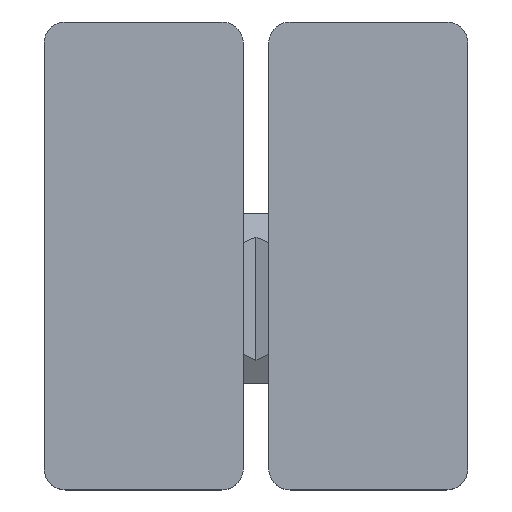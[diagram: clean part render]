
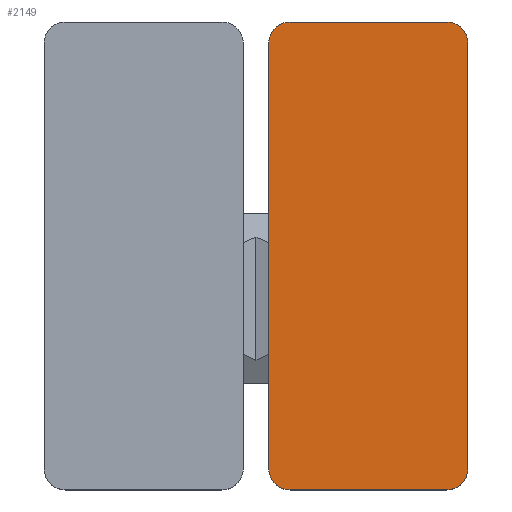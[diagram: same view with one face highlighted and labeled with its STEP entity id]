
A CAD part, top view. The second image highlights one B-rep face of the part: STEP entity #2149.
In plain terms, the highlighted planar face has unit normal (0, 0, 1).
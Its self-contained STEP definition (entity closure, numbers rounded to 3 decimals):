
#1899=AXIS2_PLACEMENT_3D('Circle Axis2P3D',#1897,#1898,$) ;
#1970=AXIS2_PLACEMENT_3D('Circle Axis2P3D',#1968,#1969,$) ;
#2039=AXIS2_PLACEMENT_3D('Circle Axis2P3D',#2037,#2038,$) ;
#2132=AXIS2_PLACEMENT_3D('Plane Axis2P3D',#2129,#2130,#2131) ;
#2136=AXIS2_PLACEMENT_3D('Circle Axis2P3D',#2134,#2135,$) ;
#1897=CARTESIAN_POINT('Axis2P3D Location',(9.46,10.5,9.68)) ;
#1901=CARTESIAN_POINT('Vertex',(9.46,11.,9.68)) ;
#1903=CARTESIAN_POINT('Vertex',(9.96,10.5,9.68)) ;
#1943=CARTESIAN_POINT('Vertex',(5.78,11.,9.68)) ;
#1946=CARTESIAN_POINT('Line Origine',(7.62,11.,9.68)) ;
#1968=CARTESIAN_POINT('Axis2P3D Location',(5.78,10.5,9.68)) ;
#1972=CARTESIAN_POINT('Vertex',(5.28,10.5,9.68)) ;
#2006=CARTESIAN_POINT('Line Origine',(9.96,5.5,9.68)) ;
#2010=CARTESIAN_POINT('Vertex',(9.96,0.5,9.68)) ;
#2037=CARTESIAN_POINT('Axis2P3D Location',(9.46,0.5,9.68)) ;
#2041=CARTESIAN_POINT('Vertex',(9.46,0.,9.68)) ;
#2065=CARTESIAN_POINT('Vertex',(5.28,0.5,9.68)) ;
#2070=CARTESIAN_POINT('Line Origine',(5.28,5.5,9.68)) ;
#2107=CARTESIAN_POINT('Vertex',(5.78,0.,9.68)) ;
#2117=CARTESIAN_POINT('Line Origine',(7.62,0.,9.68)) ;
#2129=CARTESIAN_POINT('Axis2P3D Location',(4.98,0.,9.68)) ;
#2134=CARTESIAN_POINT('Axis2P3D Location',(5.78,0.5,9.68)) ;
#1898=DIRECTION('Axis2P3D Direction',(0.,0.,-1.)) ;
#1947=DIRECTION('Vector Direction',(1.,0.,0.)) ;
#1969=DIRECTION('Axis2P3D Direction',(0.,0.,-1.)) ;
#2007=DIRECTION('Vector Direction',(0.,1.,0.)) ;
#2038=DIRECTION('Axis2P3D Direction',(0.,0.,1.)) ;
#2071=DIRECTION('Vector Direction',(0.,1.,0.)) ;
#2118=DIRECTION('Vector Direction',(1.,0.,0.)) ;
#2130=DIRECTION('Axis2P3D Direction',(0.,0.,-1.)) ;
#2131=DIRECTION('Axis2P3D XDirection',(0.,1.,0.)) ;
#2135=DIRECTION('Axis2P3D Direction',(0.,0.,-1.)) ;
#1948=VECTOR('Line Direction',#1947,1.) ;
#2008=VECTOR('Line Direction',#2007,1.) ;
#2072=VECTOR('Line Direction',#2071,1.) ;
#2119=VECTOR('Line Direction',#2118,1.) ;
#2140=ORIENTED_EDGE('',*,*,#2138,.F.) ;
#2141=ORIENTED_EDGE('',*,*,#2121,.T.) ;
#2142=ORIENTED_EDGE('',*,*,#2043,.F.) ;
#2143=ORIENTED_EDGE('',*,*,#2012,.F.) ;
#2144=ORIENTED_EDGE('',*,*,#1905,.F.) ;
#2145=ORIENTED_EDGE('',*,*,#1950,.F.) ;
#2146=ORIENTED_EDGE('',*,*,#1974,.F.) ;
#2147=ORIENTED_EDGE('',*,*,#2074,.T.) ;
#2149=ADVANCED_FACE('Koerper.2',(#2148),#2133,.F.) ;
#1900=CIRCLE('generated circle',#1899,0.5) ;
#1971=CIRCLE('generated circle',#1970,0.5) ;
#2040=CIRCLE('generated circle',#2039,0.5) ;
#2137=CIRCLE('generated circle',#2136,0.5) ;
#1905=EDGE_CURVE('',#1902,#1904,#1900,.T.) ;
#1950=EDGE_CURVE('',#1944,#1902,#1949,.T.) ;
#1974=EDGE_CURVE('',#1973,#1944,#1971,.T.) ;
#2012=EDGE_CURVE('',#1904,#2011,#2009,.F.) ;
#2043=EDGE_CURVE('',#2011,#2042,#2040,.F.) ;
#2074=EDGE_CURVE('',#1973,#2066,#2073,.F.) ;
#2121=EDGE_CURVE('',#2108,#2042,#2120,.T.) ;
#2138=EDGE_CURVE('',#2108,#2066,#2137,.T.) ;
#2139=EDGE_LOOP('',(#2140,#2141,#2142,#2143,#2144,#2145,#2146,#2147)) ;
#2148=FACE_OUTER_BOUND('',#2139,.T.) ;
#1949=LINE('Line',#1946,#1948) ;
#2009=LINE('Line',#2006,#2008) ;
#2073=LINE('Line',#2070,#2072) ;
#2120=LINE('Line',#2117,#2119) ;
#2133=PLANE('',#2132) ;
#1902=VERTEX_POINT('',#1901) ;
#1904=VERTEX_POINT('',#1903) ;
#1944=VERTEX_POINT('',#1943) ;
#1973=VERTEX_POINT('',#1972) ;
#2011=VERTEX_POINT('',#2010) ;
#2042=VERTEX_POINT('',#2041) ;
#2066=VERTEX_POINT('',#2065) ;
#2108=VERTEX_POINT('',#2107) ;
